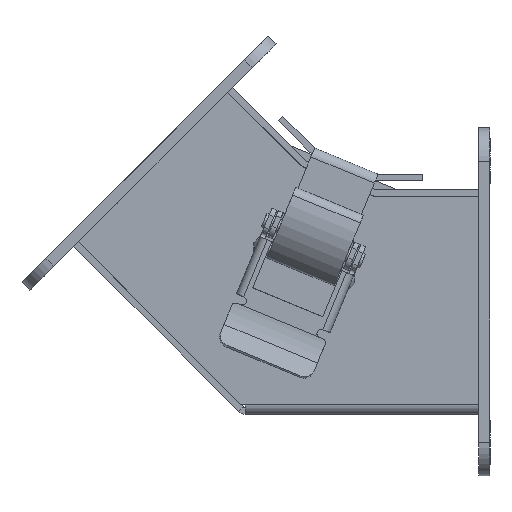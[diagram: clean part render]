
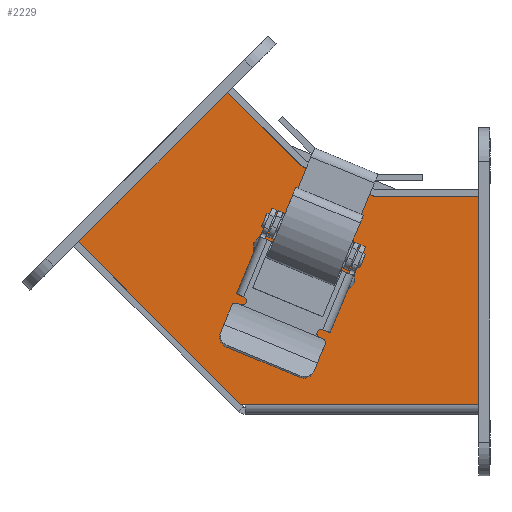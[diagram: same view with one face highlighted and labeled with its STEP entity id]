
A CAD part, front view. The second image highlights one B-rep face of the part: STEP entity #2229.
In plain terms, the highlighted planar face has unit normal (0, -1, 0).
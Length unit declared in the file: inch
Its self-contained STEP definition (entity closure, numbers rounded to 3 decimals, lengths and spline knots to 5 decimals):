
#105 = CARTESIAN_POINT ( 'NONE',  ( -4.45982, -1.25, 1.91932 ) ) ;
#204 = EDGE_CURVE ( 'NONE', #7365, #4940, #1674, .T. ) ;
#247 = VERTEX_POINT ( 'NONE', #5024 ) ;
#301 = VERTEX_POINT ( 'NONE', #6727 ) ;
#463 = VECTOR ( 'NONE', #2215, 39.37008 ) ;
#572 = VERTEX_POINT ( 'NONE', #3407 ) ;
#607 = EDGE_CURVE ( 'NONE', #7815, #572, #2171, .T. ) ;
#662 = LINE ( 'NONE', #8304, #3116 ) ;
#752 = LINE ( 'NONE', #9041, #3713 ) ;
#973 = ORIENTED_EDGE ( 'NONE', *, *, #1305, .F. ) ;
#1224 = EDGE_CURVE ( 'NONE', #3791, #6332, #752, .T. ) ;
#1305 = EDGE_CURVE ( 'NONE', #301, #247, #4290, .T. ) ;
#1674 = LINE ( 'NONE', #2369, #8847 ) ;
#1774 = FACE_OUTER_BOUND ( 'NONE', #4531, .T. ) ;
#1858 = CARTESIAN_POINT ( 'NONE',  ( 0., -1.25, 0.108 ) ) ;
#1996 = DIRECTION ( 'NONE',  ( 0.707, 0., -0.707 ) ) ;
#2080 = VECTOR ( 'NONE', #4129, 39.37008 ) ;
#2171 = LINE ( 'NONE', #5068, #463 ) ;
#2215 = DIRECTION ( 'NONE',  ( 0.924, 0., -0.383 ) ) ;
#2220 = CARTESIAN_POINT ( 'NONE',  ( -2.6485, -1.25, 0.108 ) ) ;
#2229 = ADVANCED_FACE ( 'NONE', ( #1774 ), #5923, .F. ) ;
#2369 = CARTESIAN_POINT ( 'NONE',  ( 0., -1.25, 3.625 ) ) ;
#2878 = EDGE_CURVE ( 'NONE', #4940, #3791, #7609, .T. ) ;
#2982 = VECTOR ( 'NONE', #4795, 39.37008 ) ;
#3116 = VECTOR ( 'NONE', #1996, 39.37008 ) ;
#3198 = EDGE_CURVE ( 'NONE', #247, #7815, #662, .T. ) ;
#3407 = CARTESIAN_POINT ( 'NONE',  ( -1.17064, -1.25, 2.428 ) ) ;
#3410 = AXIS2_PLACEMENT_3D ( 'NONE', #4579, #8731, #5280 ) ;
#3469 = LINE ( 'NONE', #5588, #4539 ) ;
#3551 = DIRECTION ( 'NONE',  ( -1., 0., 0. ) ) ;
#3713 = VECTOR ( 'NONE', #3551, 39.37008 ) ;
#3791 = VERTEX_POINT ( 'NONE', #5275 ) ;
#4042 = LINE ( 'NONE', #6848, #2080 ) ;
#4119 = CARTESIAN_POINT ( 'NONE',  ( 0., -1.25, 2.428 ) ) ;
#4129 = DIRECTION ( 'NONE',  ( -0.707, 0., 0.707 ) ) ;
#4174 = ORIENTED_EDGE ( 'NONE', *, *, #9044, .F. ) ;
#4190 = CARTESIAN_POINT ( 'NONE',  ( -1.9661, -1.25, 2.75749 ) ) ;
#4290 = LINE ( 'NONE', #105, #6512 ) ;
#4447 = CARTESIAN_POINT ( 'NONE',  ( 0., -1.25, 0.108 ) ) ;
#4531 = EDGE_LOOP ( 'NONE', ( #5039, #8111, #7001, #7091, #4174, #5950, #6213, #973 ) ) ;
#4539 = VECTOR ( 'NONE', #6879, 39.37008 ) ;
#4579 = CARTESIAN_POINT ( 'NONE',  ( 0., -1.25, 3.625 ) ) ;
#4757 = EDGE_CURVE ( 'NONE', #6332, #301, #4042, .T. ) ;
#4795 = DIRECTION ( 'NONE',  ( -1., 0., 0. ) ) ;
#4940 = VERTEX_POINT ( 'NONE', #4447 ) ;
#5024 = CARTESIAN_POINT ( 'NONE',  ( -2.79387, -1.25, 3.58526 ) ) ;
#5039 = ORIENTED_EDGE ( 'NONE', *, *, #4757, .F. ) ;
#5068 = CARTESIAN_POINT ( 'NONE',  ( -1.9661, -1.25, 2.75749 ) ) ;
#5275 = CARTESIAN_POINT ( 'NONE',  ( -2.59759, -1.25, 0.108 ) ) ;
#5280 = DIRECTION ( 'NONE',  ( 0., 0., 1. ) ) ;
#5588 = CARTESIAN_POINT ( 'NONE',  ( 0., -1.25, 2.428 ) ) ;
#5923 = PLANE ( 'NONE',  #3410 ) ;
#5950 = ORIENTED_EDGE ( 'NONE', *, *, #607, .F. ) ;
#6213 = ORIENTED_EDGE ( 'NONE', *, *, #3198, .F. ) ;
#6332 = VERTEX_POINT ( 'NONE', #2220 ) ;
#6412 = DIRECTION ( 'NONE',  ( 0.707, 0., 0.707 ) ) ;
#6512 = VECTOR ( 'NONE', #6412, 39.37008 ) ;
#6727 = CARTESIAN_POINT ( 'NONE',  ( -4.45982, -1.25, 1.91932 ) ) ;
#6848 = CARTESIAN_POINT ( 'NONE',  ( -2.6485, -1.25, 0.108 ) ) ;
#6879 = DIRECTION ( 'NONE',  ( 1., 0., 0. ) ) ;
#7001 = ORIENTED_EDGE ( 'NONE', *, *, #2878, .F. ) ;
#7091 = ORIENTED_EDGE ( 'NONE', *, *, #204, .F. ) ;
#7365 = VERTEX_POINT ( 'NONE', #4119 ) ;
#7609 = LINE ( 'NONE', #1858, #2982 ) ;
#7792 = DIRECTION ( 'NONE',  ( 0., 0., -1. ) ) ;
#7815 = VERTEX_POINT ( 'NONE', #4190 ) ;
#8111 = ORIENTED_EDGE ( 'NONE', *, *, #1224, .F. ) ;
#8304 = CARTESIAN_POINT ( 'NONE',  ( -2.79387, -1.25, 3.58526 ) ) ;
#8731 = DIRECTION ( 'NONE',  ( 0., 1., 0. ) ) ;
#8847 = VECTOR ( 'NONE', #7792, 39.37008 ) ;
#9041 = CARTESIAN_POINT ( 'NONE',  ( 0., -1.25, 0.108 ) ) ;
#9044 = EDGE_CURVE ( 'NONE', #572, #7365, #3469, .T. ) ;
